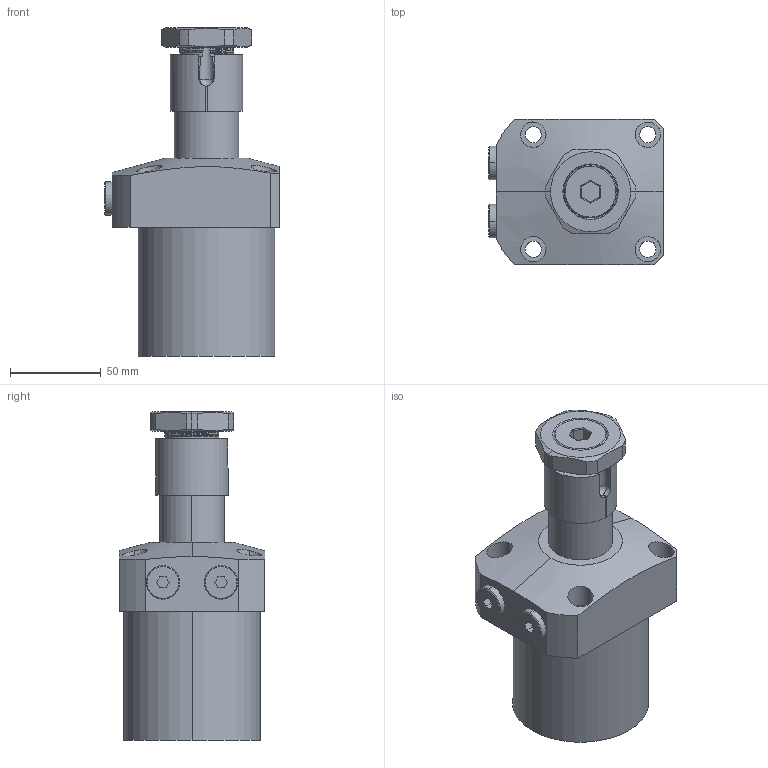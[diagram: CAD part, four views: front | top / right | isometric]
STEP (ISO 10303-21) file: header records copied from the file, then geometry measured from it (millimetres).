
FILE_DESCRIPTION (( 'STEP AP203' ), '1' );
FILE_NAME ('CHA-075SRX90G.STEP', '2019-12-07T00:28:55', ( '' ), ( '' ), 'SwSTEP 2.0', 'SolidWorks 2017', '' );
FILE_SCHEMA (( 'CONFIG_CONTROL_DESIGN' ));
Length unit declared in the file: millimetre
Products named in the file (6): G1-4黑芛_1; CHA-075SRX90G; CHA-075S袪杶; CHA-075掛极; CHA-075S活塞杆; CHA-075蹟譫_1
Assembly tree (6 placements, depth 2):
  CHA-075SRX90G
    CHA-075掛极
    CHA-075S活塞杆
    CHA-075S袪杶
    G1-4黑芛_1  x2
    CHA-075蹟譫_1
Bounding box: 96 x 80 x 181 mm (x, y, z)
Volume: 566736.2 mm3; surface area: 95083.1 mm2
Topology: 6 solids, 6 shells, 223 faces, 569 edges, 372 vertices
Faces by surface type: cylinder 112, plane 70, cone 20, bspline 20, torus 1
Entity records: 13939 total; most frequent: CARTESIAN_POINT 8634, ORIENTED_EDGE 1068, DIRECTION 874, EDGE_CURVE 534, VERTEX_POINT 350, AXIS2_PLACEMENT_3D 339, EDGE_LOOP 234, ADVANCED_FACE 207
